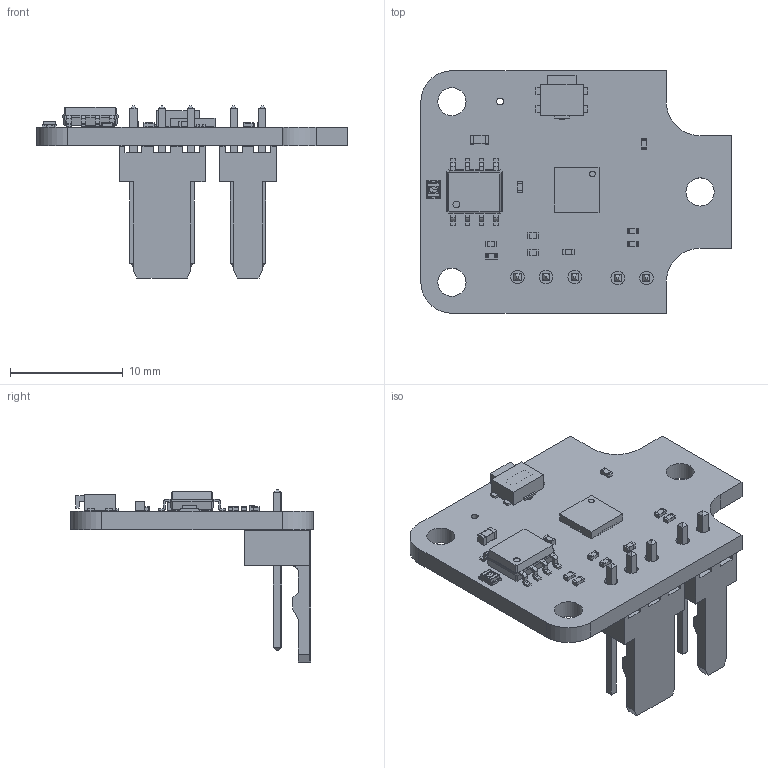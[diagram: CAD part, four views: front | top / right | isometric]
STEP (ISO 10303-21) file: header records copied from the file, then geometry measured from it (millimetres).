
FILE_DESCRIPTION(('KiCad electronic assembly'),'2;1');
FILE_NAME('FilamentMonitor.step','2023-02-03T13:03:12',('Pcbnew'),( 'Kicad'),'Open CASCADE STEP processor 7.5','KiCad to STEP converter' ,'Unknown');
FILE_SCHEMA(('AUTOMOTIVE_DESIGN { 1 0 10303 214 1 1 1 1 }'));
Length unit declared in the file: millimetre
Products named in the file (22): FilamentMonitor 1; C_0402_1005Metric; SOLID; C_0603_1608Metric; R_0402_1005Metric; SOIC-8_3.9x4.9mm_P1.27mm; C-K_Components_Switch_Tactile_KMS; COMPOUND; QFN-20-1EP_4x4mm_P0.5mm_EP2.5x2.5mm; L_0402_1005Metric; 2x2_LED_1.6x1.25; Molex_KK-254_AE-6410-02A_1x02_P2.54mm_Vertical; Molex_KK-254_AE-6410-03A_1x03_P2.54mm_Vertical; _autosave-FilamentMonitor PCB
Assembly tree (27 placements, depth 3):
  FilamentMonitor 1
    C_0402_1005Metric
      SOLID
    C_0603_1608Metric
      SOLID
    R_0402_1005Metric  x7
      SOLID
    SOIC-8_3.9x4.9mm_P1.27mm
      SOLID
    C-K_Components_Switch_Tactile_KMS
      COMPOUND
    QFN-20-1EP_4x4mm_P0.5mm_EP2.5x2.5mm
      SOLID
    L_0402_1005Metric
      SOLID
    2x2_LED_1.6x1.25
      SOLID
    Molex_KK-254_AE-6410-02A_1x02_P2.54mm_Vertical
      SOLID
    Molex_KK-254_AE-6410-03A_1x03_P2.54mm_Vertical
      SOLID
    _autosave-FilamentMonitor PCB
Bounding box: 27.5 x 21.5 x 15.26 mm (x, y, z)
Volume: 1163 mm3; surface area: 2124.1 mm2
Topology: 17 solids, 17 shells, 875 faces, 2291 edges, 1473 vertices
Faces by surface type: bspline 850, cylinder 15, plane 10
Full cylindrical faces by diameter (mm): 0.6 x1, 0.762 x2, 1.2 x5, 2.5 x3
Entity records: 47907 total; most frequent: CARTESIAN_POINT 18157, B_SPLINE_CURVE_WITH_KNOTS 4994, ORIENTED_EDGE 3766, PCURVE 3766, DEFINITIONAL_REPRESENTATION 3766, EDGE_CURVE 1883, SURFACE_CURVE 1870, VERTEX_POINT 1209
